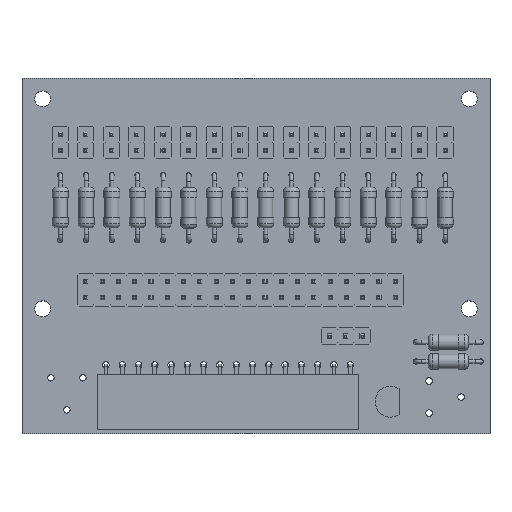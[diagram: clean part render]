
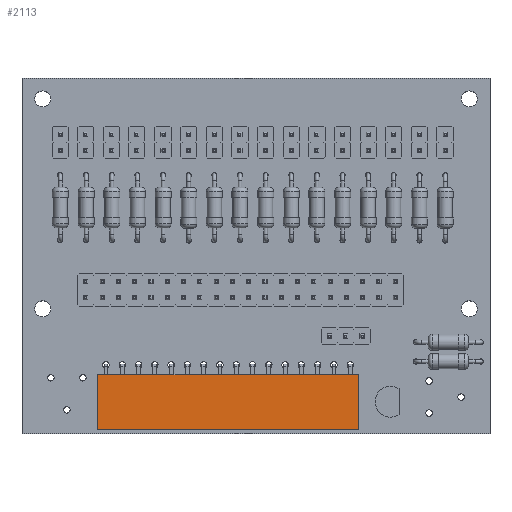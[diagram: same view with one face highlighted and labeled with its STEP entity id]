
A CAD part, top view. The second image highlights one B-rep face of the part: STEP entity #2113.
In plain terms, the highlighted planar face has unit normal (0, 0, 1).
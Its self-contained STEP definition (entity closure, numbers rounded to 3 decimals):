
#2113 = ADVANCED_FACE('',(#2114),#2148,.F.);
#2114 = FACE_BOUND('',#2115,.F.);
#2115 = EDGE_LOOP('',(#2116,#2126,#2134,#2142));
#2116 = ORIENTED_EDGE('',*,*,#2117,.T.);
#2117 = EDGE_CURVE('',#2118,#2120,#2122,.T.);
#2118 = VERTEX_POINT('',#2119);
#2119 = CARTESIAN_POINT('',(-1.52,-39.37,2.54));
#2120 = VERTEX_POINT('',#2121);
#2121 = CARTESIAN_POINT('',(-10.03,-39.37,2.54));
#2122 = LINE('',#2123,#2124);
#2123 = CARTESIAN_POINT('',(-1.52,-39.37,2.54));
#2124 = VECTOR('',#2125,1.);
#2125 = DIRECTION('',(-1.,0.,0.));
#2126 = ORIENTED_EDGE('',*,*,#2127,.T.);
#2127 = EDGE_CURVE('',#2120,#2128,#2130,.T.);
#2128 = VERTEX_POINT('',#2129);
#2129 = CARTESIAN_POINT('',(-10.03,1.27,2.54));
#2130 = LINE('',#2131,#2132);
#2131 = CARTESIAN_POINT('',(-10.03,-39.37,2.54));
#2132 = VECTOR('',#2133,1.);
#2133 = DIRECTION('',(0.,1.,0.));
#2134 = ORIENTED_EDGE('',*,*,#2135,.F.);
#2135 = EDGE_CURVE('',#2136,#2128,#2138,.T.);
#2136 = VERTEX_POINT('',#2137);
#2137 = CARTESIAN_POINT('',(-1.52,1.27,2.54));
#2138 = LINE('',#2139,#2140);
#2139 = CARTESIAN_POINT('',(-1.52,1.27,2.54));
#2140 = VECTOR('',#2141,1.);
#2141 = DIRECTION('',(-1.,0.,0.));
#2142 = ORIENTED_EDGE('',*,*,#2143,.F.);
#2143 = EDGE_CURVE('',#2118,#2136,#2144,.T.);
#2144 = LINE('',#2145,#2146);
#2145 = CARTESIAN_POINT('',(-1.52,-39.37,2.54));
#2146 = VECTOR('',#2147,1.);
#2147 = DIRECTION('',(0.,1.,0.));
#2148 = PLANE('',#2149);
#2149 = AXIS2_PLACEMENT_3D('',#2150,#2151,#2152);
#2150 = CARTESIAN_POINT('',(-1.52,-39.37,2.54));
#2151 = DIRECTION('',(0.,0.,-1.));
#2152 = DIRECTION('',(0.,1.,0.));
